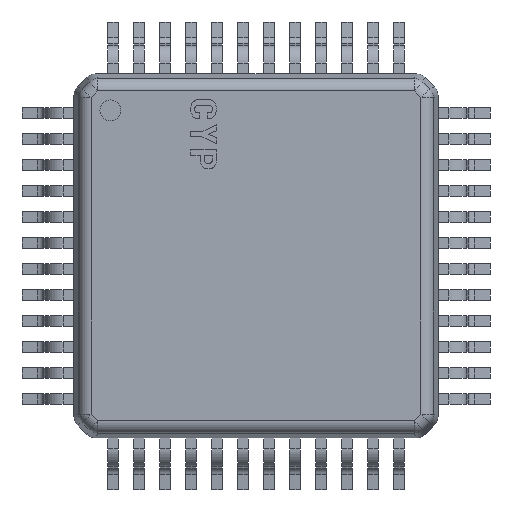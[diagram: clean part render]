
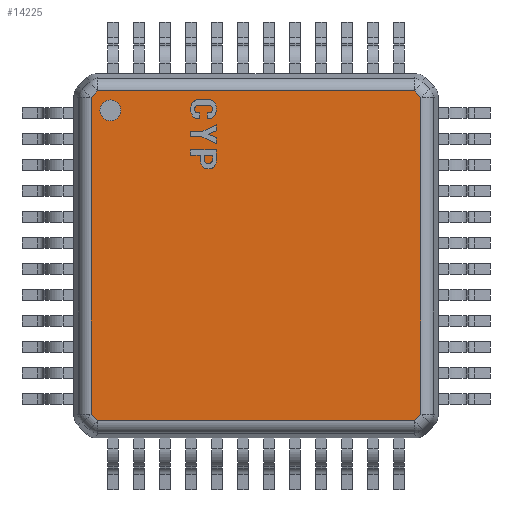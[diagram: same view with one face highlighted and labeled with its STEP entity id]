
A CAD part, top view. The second image highlights one B-rep face of the part: STEP entity #14225.
In plain terms, the highlighted planar face has unit normal (0, 0, 1).
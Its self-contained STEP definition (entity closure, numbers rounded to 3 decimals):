
#75=FACE_BOUND('',#2286,.T.);
#715=PLANE('',#15518);
#1482=FACE_OUTER_BOUND('',#2285,.T.);
#2285=EDGE_LOOP('',(#12876,#12877,#12878,#12879,#12880,#12881,#12882,#12883));
#2286=EDGE_LOOP('',(#12884));
#3753=LINE('',#23346,#5267);
#3759=LINE('',#23375,#5273);
#3765=LINE('',#23404,#5279);
#3771=LINE('',#23433,#5285);
#3773=LINE('',#23436,#5287);
#3775=LINE('',#23439,#5289);
#3777=LINE('',#23442,#5291);
#3779=LINE('',#23445,#5293);
#5267=VECTOR('',#19222,1.);
#5273=VECTOR('',#19254,1.);
#5279=VECTOR('',#19286,1.);
#5285=VECTOR('',#19318,1.);
#5287=VECTOR('',#19322,1.);
#5289=VECTOR('',#19326,1.);
#5291=VECTOR('',#19330,1.);
#5293=VECTOR('',#19334,1.);
#5800=CIRCLE('',#15456,0.2);
#7036=VERTEX_POINT('',#23314);
#7038=VERTEX_POINT('',#23320);
#7043=VERTEX_POINT('',#23333);
#7048=VERTEX_POINT('',#23349);
#7053=VERTEX_POINT('',#23362);
#7058=VERTEX_POINT('',#23378);
#7063=VERTEX_POINT('',#23391);
#7068=VERTEX_POINT('',#23407);
#7073=VERTEX_POINT('',#23420);
#8965=EDGE_CURVE('',#7036,#7036,#5800,.T.);
#8979=EDGE_CURVE('',#7038,#7043,#3753,.T.);
#8993=EDGE_CURVE('',#7043,#7053,#3759,.T.);
#9007=EDGE_CURVE('',#7053,#7063,#3765,.T.);
#9021=EDGE_CURVE('',#7063,#7073,#3771,.T.);
#9023=EDGE_CURVE('',#7073,#7068,#3773,.T.);
#9025=EDGE_CURVE('',#7068,#7058,#3775,.T.);
#9027=EDGE_CURVE('',#7058,#7048,#3777,.T.);
#9029=EDGE_CURVE('',#7048,#7038,#3779,.T.);
#12876=ORIENTED_EDGE('',*,*,#8979,.F.);
#12877=ORIENTED_EDGE('',*,*,#9029,.F.);
#12878=ORIENTED_EDGE('',*,*,#9027,.F.);
#12879=ORIENTED_EDGE('',*,*,#9025,.F.);
#12880=ORIENTED_EDGE('',*,*,#9023,.F.);
#12881=ORIENTED_EDGE('',*,*,#9021,.F.);
#12882=ORIENTED_EDGE('',*,*,#9007,.F.);
#12883=ORIENTED_EDGE('',*,*,#8993,.F.);
#12884=ORIENTED_EDGE('',*,*,#8965,.T.);
#14225=ADVANCED_FACE('',(#1482,#75),#715,.T.);
#15456=AXIS2_PLACEMENT_3D('',#23316,#19187,#19188);
#15518=AXIS2_PLACEMENT_3D('',#23454,#19347,#19348);
#19187=DIRECTION('center_axis',(0.,0.,-1.));
#19188=DIRECTION('ref_axis',(-1.,0.,0.));
#19222=DIRECTION('',(1.,0.,0.));
#19254=DIRECTION('',(0.707,-0.707,0.));
#19286=DIRECTION('',(0.,-1.,0.));
#19318=DIRECTION('',(-0.707,-0.707,0.));
#19322=DIRECTION('',(-1.,0.,0.));
#19326=DIRECTION('',(-0.707,0.707,0.));
#19330=DIRECTION('',(0.,1.,0.));
#19334=DIRECTION('',(0.707,0.707,0.));
#19347=DIRECTION('center_axis',(0.,0.,1.));
#19348=DIRECTION('ref_axis',(1.,0.,0.));
#23314=CARTESIAN_POINT('',(-2.6,2.8,1.6));
#23316=CARTESIAN_POINT('Origin',(-2.8,2.8,1.6));
#23320=CARTESIAN_POINT('',(-3.044,3.173,1.6));
#23333=CARTESIAN_POINT('',(3.044,3.173,1.6));
#23346=CARTESIAN_POINT('',(-1.59,3.173,1.6));
#23349=CARTESIAN_POINT('',(-3.173,3.044,1.6));
#23362=CARTESIAN_POINT('',(3.173,3.044,1.6));
#23375=CARTESIAN_POINT('',(3.029,3.189,1.6));
#23378=CARTESIAN_POINT('',(-3.173,-3.044,1.6));
#23391=CARTESIAN_POINT('',(3.173,-3.044,1.6));
#23404=CARTESIAN_POINT('',(3.173,1.59,1.6));
#23407=CARTESIAN_POINT('',(-3.044,-3.173,1.6));
#23420=CARTESIAN_POINT('',(3.044,-3.173,1.6));
#23433=CARTESIAN_POINT('',(3.189,-3.029,1.6));
#23436=CARTESIAN_POINT('',(1.59,-3.173,1.6));
#23439=CARTESIAN_POINT('',(-3.029,-3.189,1.6));
#23442=CARTESIAN_POINT('',(-3.173,-1.59,1.6));
#23445=CARTESIAN_POINT('',(-3.189,3.029,1.6));
#23454=CARTESIAN_POINT('Origin',(0.,0.,
1.6));
